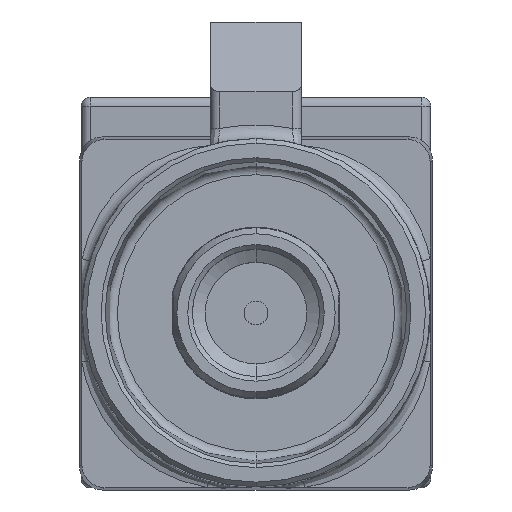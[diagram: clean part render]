
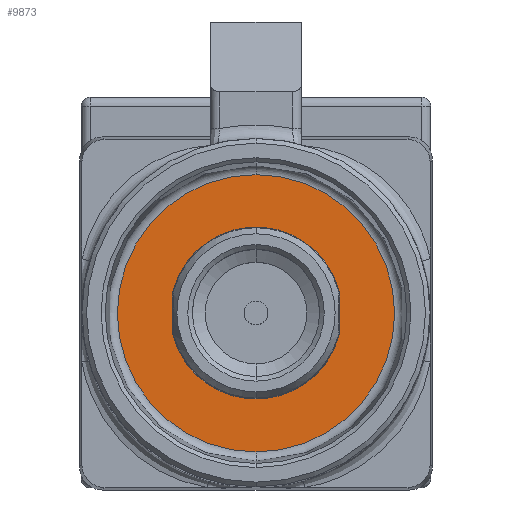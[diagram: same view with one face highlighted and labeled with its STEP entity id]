
A CAD part, top view. The second image highlights one B-rep face of the part: STEP entity #9873.
In plain terms, the highlighted planar face has unit normal (0, 0, 1).
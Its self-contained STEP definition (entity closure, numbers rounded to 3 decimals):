
#3392=CARTESIAN_POINT('',(0.,0.,-7.325));
#3393=DIRECTION('',(0.,0.,-1.));
#3394=DIRECTION('',(0.,1.,0.));
#3395=AXIS2_PLACEMENT_3D('',#3392,#3393,#3394);
#3397=CARTESIAN_POINT('',(0.,0.,-7.325));
#3398=DIRECTION('',(0.,0.,1.));
#3399=DIRECTION('',(0.,1.,0.));
#3400=AXIS2_PLACEMENT_3D('',#3397,#3398,#3399);
#3402=DIRECTION('',(0.,-1.,0.));
#3403=VECTOR('',#3402,0.726);
#3404=CARTESIAN_POINT('',(1.793,0.363,-7.325));
#3405=LINE('',#3404,#3403);
#3406=DIRECTION('',(0.,1.,0.));
#3407=VECTOR('',#3406,0.726);
#3408=CARTESIAN_POINT('',(-1.793,-0.363,-7.325));
#3409=LINE('',#3408,#3407);
#3414=CARTESIAN_POINT('',(0.,0.,-7.325));
#3415=DIRECTION('',(0.,0.,-1.));
#3416=DIRECTION('',(0.963,-0.27,0.));
#3417=AXIS2_PLACEMENT_3D('',#3414,#3415,#3416);
#3431=CARTESIAN_POINT('',(0.,0.,-7.325));
#3432=DIRECTION('',(0.,0.,-1.));
#3433=DIRECTION('',(-0.963,0.27,0.));
#3434=AXIS2_PLACEMENT_3D('',#3431,#3432,#3433);
#3436=CARTESIAN_POINT('',(1.293,-0.363,-7.325));
#3437=DIRECTION('',(0.,0.,-1.));
#3438=DIRECTION('',(1.,0.,0.));
#3439=AXIS2_PLACEMENT_3D('',#3436,#3437,#3438);
#3707=CARTESIAN_POINT('',(-1.293,-0.363,-7.325));
#3708=DIRECTION('',(0.,0.,-1.));
#3709=DIRECTION('',(-0.963,-0.27,0.));
#3710=AXIS2_PLACEMENT_3D('',#3707,#3708,#3709);
#3731=CARTESIAN_POINT('',(-1.293,0.363,-7.325));
#3732=DIRECTION('',(0.,0.,-1.));
#3733=DIRECTION('',(-1.,0.,0.));
#3734=AXIS2_PLACEMENT_3D('',#3731,#3732,#3733);
#3765=CARTESIAN_POINT('',(1.293,0.363,-7.325));
#3766=DIRECTION('',(0.,0.,-1.));
#3767=DIRECTION('',(0.963,0.27,0.));
#3768=AXIS2_PLACEMENT_3D('',#3765,#3766,#3767);
#3810=CARTESIAN_POINT('',(0.,2.975,-7.325));
#3811=CARTESIAN_POINT('',(0.,-2.975,-7.325));
#3812=VERTEX_POINT('',#3810);
#3813=VERTEX_POINT('',#3811);
#4226=CARTESIAN_POINT('',(1.793,-0.363,-7.325));
#4228=VERTEX_POINT('',#4226);
#4230=CARTESIAN_POINT('',(1.774,-0.498,-7.325));
#4232=VERTEX_POINT('',#4230);
#4235=CARTESIAN_POINT('',(1.793,0.363,-7.325));
#4237=VERTEX_POINT('',#4235);
#4239=CARTESIAN_POINT('',(1.774,0.498,-7.325));
#4241=VERTEX_POINT('',#4239);
#4242=CARTESIAN_POINT('',(-1.793,0.363,-7.325));
#4244=VERTEX_POINT('',#4242);
#4246=CARTESIAN_POINT('',(-1.774,0.498,-7.325));
#4248=VERTEX_POINT('',#4246);
#4251=CARTESIAN_POINT('',(-1.793,-0.363,-7.325));
#4253=VERTEX_POINT('',#4251);
#4255=CARTESIAN_POINT('',(-1.774,-0.498,-7.325));
#4257=VERTEX_POINT('',#4255);
#9846=CARTESIAN_POINT('',(0.,0.,-7.325));
#9847=DIRECTION('',(0.,0.,1.));
#9848=DIRECTION('',(0.,1.,0.));
#9849=AXIS2_PLACEMENT_3D('',#9846,#9847,#9848);
#9850=PLANE('',#9849);
#9851=ORIENTED_EDGE('',*,*,#9841,.T.);
#9852=ORIENTED_EDGE('',*,*,#9825,.F.);
#9853=EDGE_LOOP('',(#9851,#9852));
#9854=FACE_OUTER_BOUND('',#9853,.F.);
#9856=ORIENTED_EDGE('',*,*,#9855,.F.);
#9858=ORIENTED_EDGE('',*,*,#9857,.F.);
#9860=ORIENTED_EDGE('',*,*,#9859,.F.);
#9862=ORIENTED_EDGE('',*,*,#9861,.F.);
#9864=ORIENTED_EDGE('',*,*,#9863,.F.);
#9866=ORIENTED_EDGE('',*,*,#9865,.F.);
#9868=ORIENTED_EDGE('',*,*,#9867,.F.);
#9870=ORIENTED_EDGE('',*,*,#9869,.F.);
#9871=EDGE_LOOP('',(#9856,#9858,#9860,#9862,#9864,#9866,#9868,#9870));
#9872=FACE_BOUND('',#9871,.F.);
#3396=CIRCLE('',#3395,2.975);
#3401=CIRCLE('',#3400,2.975);
#3418=CIRCLE('',#3417,1.843);
#3435=CIRCLE('',#3434,1.843);
#3440=CIRCLE('',#3439,0.5);
#3711=CIRCLE('',#3710,0.5);
#3735=CIRCLE('',#3734,0.5);
#3769=CIRCLE('',#3768,0.5);
#9825=EDGE_CURVE('',#3812,#3813,#3401,.T.);
#9841=EDGE_CURVE('',#3812,#3813,#3396,.T.);
#9855=EDGE_CURVE('',#4232,#4257,#3418,.T.);
#9857=EDGE_CURVE('',#4228,#4232,#3440,.T.);
#9859=EDGE_CURVE('',#4237,#4228,#3405,.T.);
#9861=EDGE_CURVE('',#4241,#4237,#3769,.T.);
#9863=EDGE_CURVE('',#4248,#4241,#3435,.T.);
#9865=EDGE_CURVE('',#4244,#4248,#3735,.T.);
#9867=EDGE_CURVE('',#4253,#4244,#3409,.T.);
#9869=EDGE_CURVE('',#4257,#4253,#3711,.T.);
#9873=ADVANCED_FACE('',(#9854,#9872),#9850,.T.);
